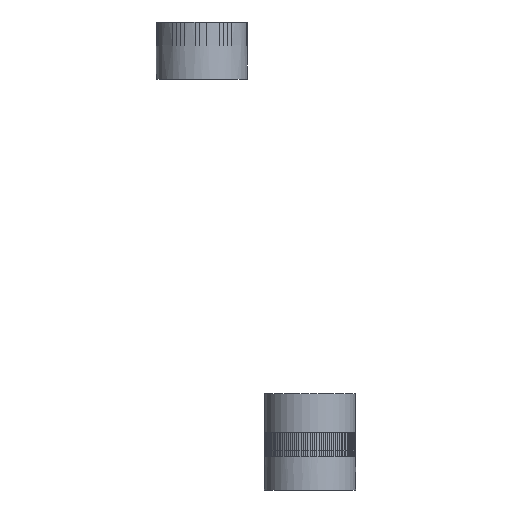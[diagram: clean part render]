
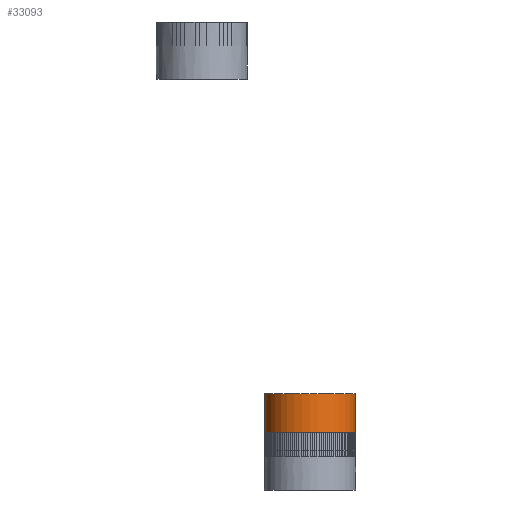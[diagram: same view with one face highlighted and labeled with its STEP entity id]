
A CAD part, left-side view. The second image highlights one B-rep face of the part: STEP entity #33093.
In plain terms, the highlighted cylindrical face has radius 3.5 mm (diameter 7 mm), a full revolution.
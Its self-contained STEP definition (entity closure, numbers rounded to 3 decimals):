
#33093 = ADVANCED_FACE('',(#33094),#33121,.T.);
#33094 = FACE_BOUND('',#33095,.T.);
#33095 = EDGE_LOOP('',(#33096,#33105,#33113,#33120));
#33096 = ORIENTED_EDGE('',*,*,#33097,.F.);
#33097 = EDGE_CURVE('',#33098,#33098,#33100,.T.);
#33098 = VERTEX_POINT('',#33099);
#33099 = CARTESIAN_POINT('',(3.5,0.,4.4));
#33100 = CIRCLE('',#33101,3.5);
#33101 = AXIS2_PLACEMENT_3D('',#33102,#33103,#33104);
#33102 = CARTESIAN_POINT('',(0.,0.,4.4));
#33103 = DIRECTION('',(0.,0.,1.));
#33104 = DIRECTION('',(1.,0.,-0.));
#33105 = ORIENTED_EDGE('',*,*,#33106,.F.);
#33106 = EDGE_CURVE('',#33107,#33098,#33109,.T.);
#33107 = VERTEX_POINT('',#33108);
#33108 = CARTESIAN_POINT('',(3.5,0.,0.));
#33109 = LINE('',#33110,#33111);
#33110 = CARTESIAN_POINT('',(3.5,0.,0.));
#33111 = VECTOR('',#33112,1.);
#33112 = DIRECTION('',(0.,0.,1.));
#33113 = ORIENTED_EDGE('',*,*,#33114,.T.);
#33114 = EDGE_CURVE('',#33107,#33107,#33115,.T.);
#33115 = CIRCLE('',#33116,3.5);
#33116 = AXIS2_PLACEMENT_3D('',#33117,#33118,#33119);
#33117 = CARTESIAN_POINT('',(0.,0.,0.));
#33118 = DIRECTION('',(0.,0.,1.));
#33119 = DIRECTION('',(1.,0.,-0.));
#33120 = ORIENTED_EDGE('',*,*,#33106,.T.);
#33121 = CYLINDRICAL_SURFACE('',#33122,3.5);
#33122 = AXIS2_PLACEMENT_3D('',#33123,#33124,#33125);
#33123 = CARTESIAN_POINT('',(0.,0.,0.));
#33124 = DIRECTION('',(0.,0.,1.));
#33125 = DIRECTION('',(1.,0.,-0.));
